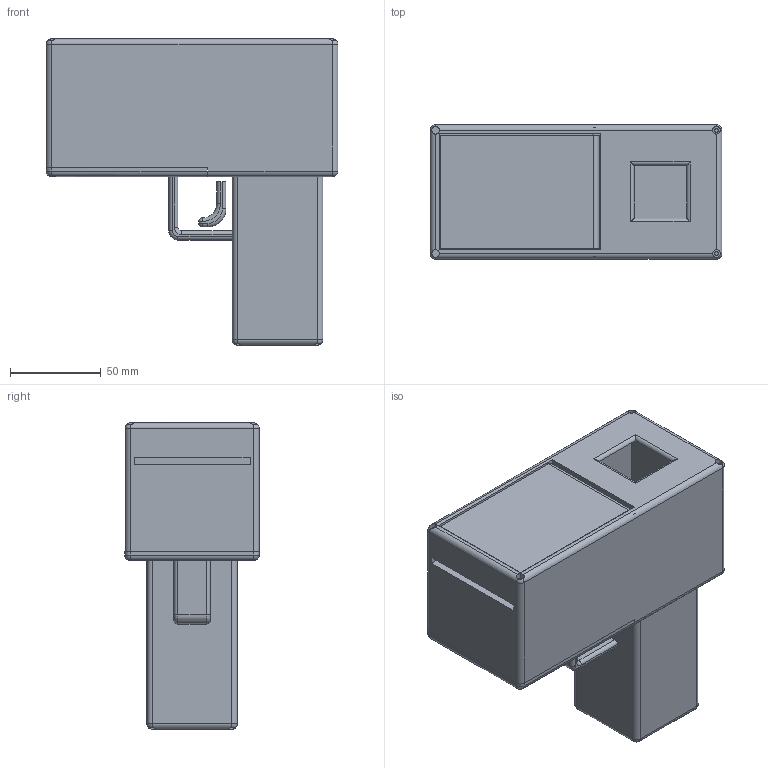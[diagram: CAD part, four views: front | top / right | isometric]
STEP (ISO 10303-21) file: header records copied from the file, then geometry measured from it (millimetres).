
FILE_DESCRIPTION(/* description */ ('STEP AP242','CAx-IF Rec.Pracs.---Representation and Presentation of Product Manufacturing Information (PMI)---4.0---2014-10-13','CAx-IF Rec.Pracs.---3D Tessellated Geometry---0.4---2014-09-14','2;1'),/* implementation_level */ '2;1');
FILE_NAME(/* name */ '688c31c79316390eb051759e',/* time_stamp */ '2025-08-01T03:17:27Z',/* author */ (''),/* organization */ (''),/* preprocessor_version */ 'ST-DEVELOPER v20',/* originating_system */ 'ONSHAPE BY PTC INC, 1.201',/* authorisation */ ' ');
FILE_SCHEMA (('AP242_MANAGED_MODEL_BASED_3D_ENGINEERING_MIM_LF { 1 0 10303 442 1 1 4 }'));
Length unit declared in the file: metre
Products named in the file (7): Assembly 1; body; trigger; bottom1; flap; top; bottom2
Assembly tree (6 placements, depth 2):
  Assembly 1
    body
    trigger
    bottom1
    flap
    top
    bottom2
Bounding box: 161.05 x 74.09 x 169 mm (x, y, z)
Volume: 361339 mm3; surface area: 166081.5 mm2
Topology: 6 solids, 8 shells, 196 faces, 507 edges, 314 vertices
Faces by surface type: plane 94, cylinder 78, sphere 16, torus 8
Full cylindrical faces by diameter (mm): 2.1 x10, 3 x2, 4.2 x10
Entity records: 6019 total; most frequent: CARTESIAN_POINT 1065, DIRECTION 1036, ORIENTED_EDGE 940, EDGE_CURVE 470, AXIS2_PLACEMENT_3D 383, VERTEX_POINT 312, LINE 270, VECTOR 270
